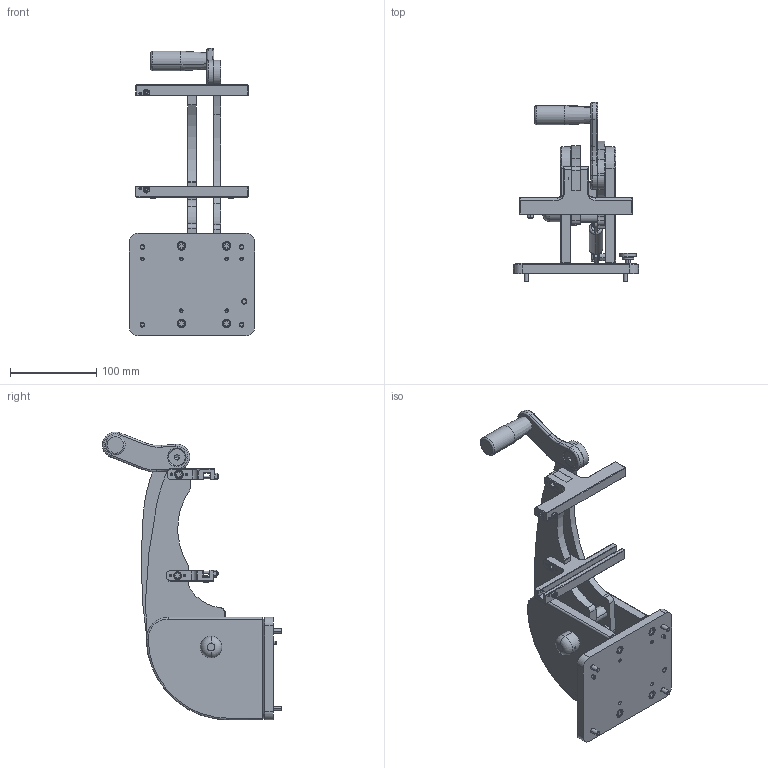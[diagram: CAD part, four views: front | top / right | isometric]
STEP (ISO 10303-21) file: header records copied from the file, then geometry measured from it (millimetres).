
FILE_DESCRIPTION (( 'STEP AP214' ), '1' );
FILE_NAME ('INGUN_45668.STEP', '2025-02-12T14:12:00', ( '' ), ( '' ), 'SwSTEP 2.0', 'SolidWorks 2023', '' );
FILE_SCHEMA (( 'AUTOMOTIVE_DESIGN' ));
Length unit declared in the file: millimetre
Products named in the file (41): 41848~0_S; 41570~13_KUNDE<S>; 23469~0; 1720~0; DIN6325~n_03,0m6x016; 41845~2; DIN6325~n_04,0m6x014; 41858~0_S; DIN934~n_M04,0; DIN912~n_M06,0x016; DIN912~n_M05,0x020; 52469~0_KUNDE<S>; 41859~4_KUNDE<S>; 51861~0_<Standard>; K_36517~0_Standard ohne Dyn Punkt<Standard>; 41853~0; 52473~0_S; 41569~2; DIN_6799_-_A2~n_d 5; 52471~0_KUNDE<S>; 49317~0; 41855~1_S; INGUN_45668; K_36518~0; DIN934~n_M08,0x1,00; 41846~0; DIN912~n_M05,0x016; DIN6325~n_04,0m6x016; DIN6325~n_03,0m6x026; 52472~0_KUNDE<S>; 40769~0; 48565~1_S; 17281~0_S; DIN912~n_M05,0x010; 41854~0_S; DIN125~n_06,4 M06,0 Fase; 4824~0; 57801~2_S; 2351~0; 42065~0 ...
Assembly tree (60 placements, depth 4):
  INGUN_45668
    41570~13_KUNDE<S>
      41569~2
      52472~0_KUNDE<S>
      52471~0_KUNDE<S>
      41859~4_KUNDE<S>
      52469~0_KUNDE<S>
      41855~1_S
      41858~0_S
      52473~0_S
      41846~0
      41845~2
      2351~0
      41848~0_S
      41853~0
      4824~0
      48565~1_S
      57801~2_S
      49317~0
      1720~0
      51861~0_<Standard>
        K_36517~0_Standard ohne Dyn Punkt<Standard>
        K_36518~0
      42065~0
      DIN912~n_M06,0x016
      DIN912~n_M05,0x010
      DIN912~n_M05,0x016  x8
      DIN912~n_M05,0x020
      40769~0
      DIN6325~n_04,0m6x016  x3
      DIN6325~n_04,0m6x014  x3
      DIN6325~n_03,0m6x016
      DIN6325~n_03,0m6x026  x2
      23469~0
      DIN934~n_M08,0x1,00
      DIN934~n_M04,0
      DIN125~n_06,4 M06,0 Fase  x2
      DIN_6799_-_A2~n_d 5
      46227~0
      17281~0_S  x2
    41854~0_S
    DIN912~n_M05,0x020
    DIN6325~n_03,0m6x026  x2
    DIN6325~n_03,0m6x016
    DIN934~n_M04,0
    42065~0
Bounding box: 145 x 207.93 x 333.84 mm (x, y, z)
Volume: 935710.9 mm3; surface area: 255037.4 mm2
Topology: 58 solids, 58 shells, 1347 faces, 3140 edges, 1978 vertices
Faces by surface type: plane 587, cylinder 439, cone 214, sphere 54, torus 39, bspline 14
Entity records: 33164 total; most frequent: CARTESIAN_POINT 5975, DIRECTION 5656, ORIENTED_EDGE 4990, EDGE_CURVE 2495, AXIS2_PLACEMENT_3D 2167, VERTEX_POINT 1572, LINE 1322, VECTOR 1322
